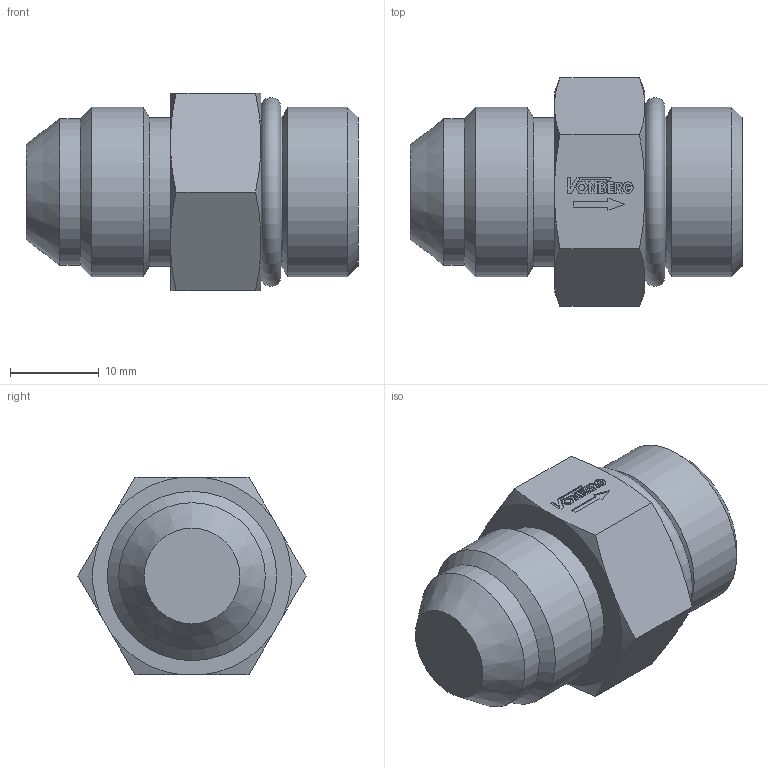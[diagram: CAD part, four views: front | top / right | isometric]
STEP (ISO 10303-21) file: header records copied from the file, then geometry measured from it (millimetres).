
FILE_DESCRIPTION((''),'2;1');
FILE_NAME('1908F.stp','2015-01-02T09:50:14',('jml'),(''),'Autodesk Inventor 2010','Autodesk Inventor 2010','');
FILE_SCHEMA(('AUTOMOTIVE_DESIGN { 1 0 10303 214 1 1 1 1 }'));
Length unit declared in the file: inch
Products named in the file (3): 1908F; 220819; 908 O-RING
Assembly tree (2 placements, depth 2):
  1908F
    220819
    908 O-RING
Bounding box: 37.34 x 25.66 x 22.23 mm (x, y, z)
Volume: 11183.7 mm3; surface area: 3573.5 mm2
Topology: 2 solids, 2 shells, 131 faces, 333 edges, 219 vertices
Faces by surface type: plane 93, cylinder 20, cone 17, torus 1
Full cylindrical faces by diameter (mm): 0.696 x1, 16.485 x1, 16.688 x1, 16.815 x1, 19.05 x2
Entity records: 3946 total; most frequent: CARTESIAN_POINT 725, ORIENTED_EDGE 644, DIRECTION 626, EDGE_CURVE 322, VECTOR 242, LINE 242, VERTEX_POINT 219, AXIS2_PLACEMENT_3D 192
